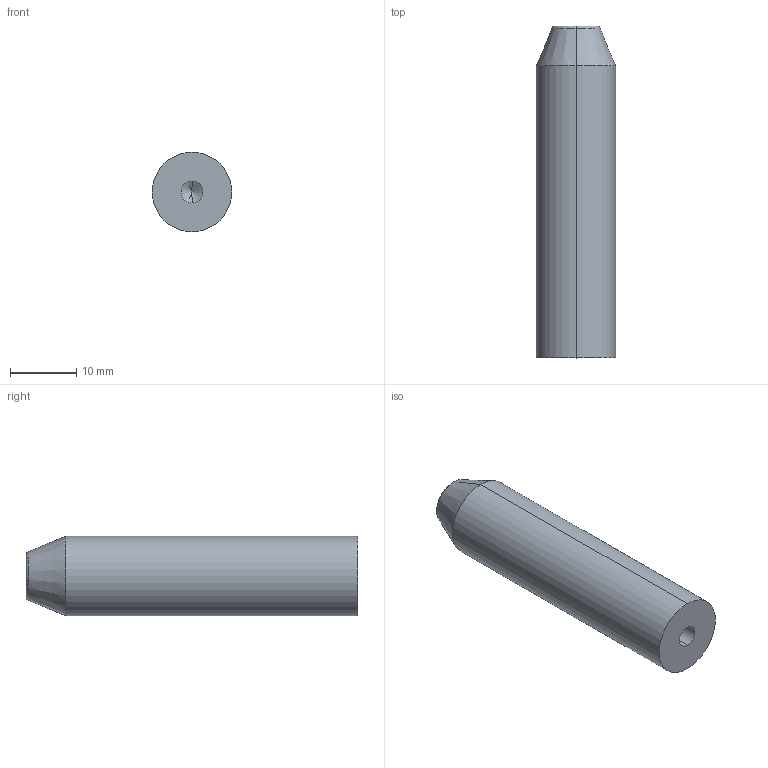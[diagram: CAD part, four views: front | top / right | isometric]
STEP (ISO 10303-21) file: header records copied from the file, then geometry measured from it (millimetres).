
FILE_DESCRIPTION (( 'STEP AP214' ), '1' );
FILE_NAME ('46758~0.STEP', '2020-02-17T12:05:45', ( '' ), ( '' ), 'SwSTEP 2.0', 'SolidWorks 2018', '' );
FILE_SCHEMA (( 'AUTOMOTIVE_DESIGN' ));
Length unit declared in the file: millimetre
Products named in the file (1): 46758~0
Bounding box: 12 x 50 x 12 mm (x, y, z)
Volume: 5276.9 mm3; surface area: 2165 mm2
Topology: 1 solids, 1 shells, 12 faces, 24 edges, 13 vertices
Faces by surface type: cone 4, cylinder 4, torus 2, plane 2
Entity records: 356 total; most frequent: DIRECTION 62, CARTESIAN_POINT 48, ORIENTED_EDGE 44, AXIS2_PLACEMENT_3D 27, EDGE_CURVE 22, CIRCLE 14, VERTEX_POINT 13, EDGE_LOOP 13
